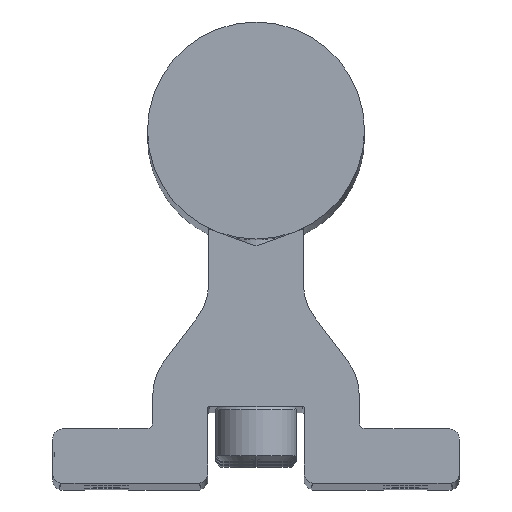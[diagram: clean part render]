
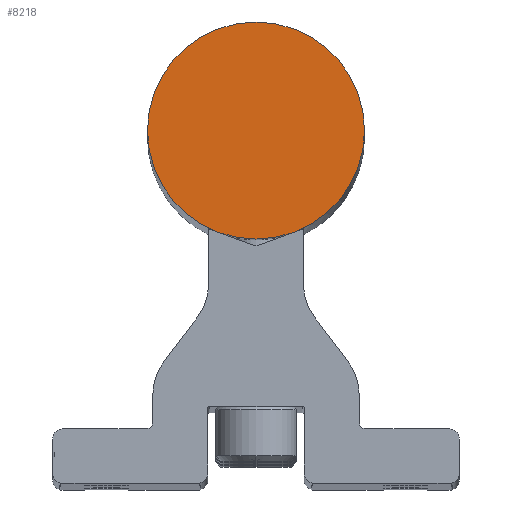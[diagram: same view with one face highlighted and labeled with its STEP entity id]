
A CAD part, top view. The second image highlights one B-rep face of the part: STEP entity #8218.
In plain terms, the highlighted planar face has unit normal (0, 0, 1).
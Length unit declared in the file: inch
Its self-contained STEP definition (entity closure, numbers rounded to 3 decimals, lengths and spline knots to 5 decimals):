
#465 = CARTESIAN_POINT ( 'NONE',  ( 0., 3.25, 0. ) ) ;
#874 = DIRECTION ( 'NONE',  ( 1., 0., 0. ) ) ;
#2316 = PLANE ( 'NONE',  #9773 ) ;
#2549 = CARTESIAN_POINT ( 'NONE',  ( -1., 3.25, 0. ) ) ;
#3417 = FACE_OUTER_BOUND ( 'NONE', #7037, .T. ) ;
#4198 = DIRECTION ( 'NONE',  ( 1., 0., 0. ) ) ;
#4518 = EDGE_CURVE ( 'NONE', #11703, #10151, #9114, .T. ) ;
#4792 = CIRCLE ( 'NONE', #6519, 1. ) ;
#4829 = CARTESIAN_POINT ( 'NONE',  ( 1., 3.25, 0. ) ) ;
#6007 = CARTESIAN_POINT ( 'NONE',  ( 0., 3.25, 0. ) ) ;
#6519 = AXIS2_PLACEMENT_3D ( 'NONE', #6007, #9679, #8936 ) ;
#6827 = EDGE_CURVE ( 'NONE', #10151, #11703, #4792, .T. ) ;
#7037 = EDGE_LOOP ( 'NONE', ( #10266, #11181 ) ) ;
#7193 = AXIS2_PLACEMENT_3D ( 'NONE', #7990, #9130, #874 ) ;
#7990 = CARTESIAN_POINT ( 'NONE',  ( 0., 3.25, 0. ) ) ;
#8218 = ADVANCED_FACE ( 'NONE', ( #3417 ), #2316, .T. ) ;
#8936 = DIRECTION ( 'NONE',  ( 1., 0., 0. ) ) ;
#9114 = CIRCLE ( 'NONE', #7193, 1. ) ;
#9130 = DIRECTION ( 'NONE',  ( 0., 0., 1. ) ) ;
#9679 = DIRECTION ( 'NONE',  ( 0., 0., 1. ) ) ;
#9688 = DIRECTION ( 'NONE',  ( 0., 0., 1. ) ) ;
#9773 = AXIS2_PLACEMENT_3D ( 'NONE', #465, #9688, #4198 ) ;
#10151 = VERTEX_POINT ( 'NONE', #2549 ) ;
#10266 = ORIENTED_EDGE ( 'NONE', *, *, #4518, .T. ) ;
#11181 = ORIENTED_EDGE ( 'NONE', *, *, #6827, .T. ) ;
#11703 = VERTEX_POINT ( 'NONE', #4829 ) ;
